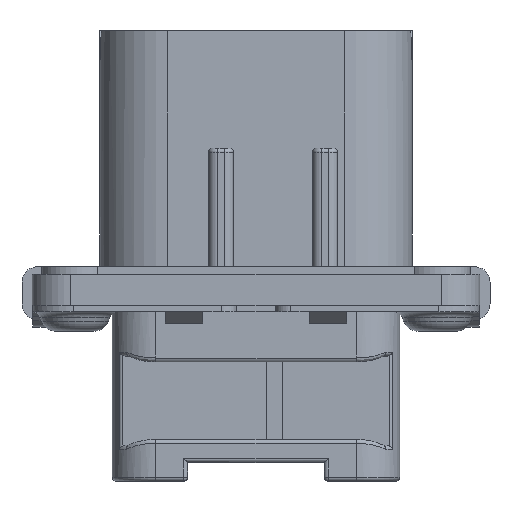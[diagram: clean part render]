
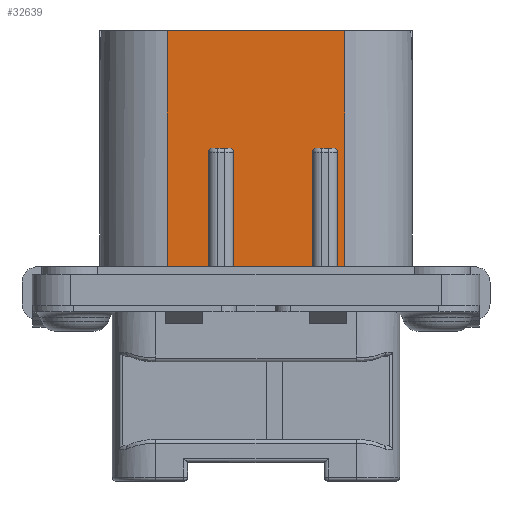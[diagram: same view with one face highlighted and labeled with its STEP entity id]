
A CAD part, front view. The second image highlights one B-rep face of the part: STEP entity #32639.
In plain terms, the highlighted planar face has unit normal (0, -1, 0).
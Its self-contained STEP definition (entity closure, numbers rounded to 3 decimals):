
#1253=DIRECTION('',(1.,0.,0.));
#1254=VECTOR('',#1253,0.45);
#1255=CARTESIAN_POINT('',(5.25,-9.,2.));
#1256=LINE('',#1255,#1254);
#1347=CARTESIAN_POINT('',(-1.69,-9.,9.87));
#1348=DIRECTION('',(0.,1.,0.));
#1349=DIRECTION('',(0.,0.,1.));
#1350=AXIS2_PLACEMENT_3D('',#1347,#1348,#1349);
#1360=DIRECTION('',(0.,0.,1.));
#1361=VECTOR('',#1360,7.87);
#1362=CARTESIAN_POINT('',(-1.44,-9.,2.));
#1363=LINE('',#1362,#1361);
#1364=DIRECTION('',(1.,0.,0.));
#1365=VECTOR('',#1364,1.1);
#1366=CARTESIAN_POINT('',(-2.79,-9.,10.12));
#1367=LINE('',#1366,#1365);
#1368=DIRECTION('',(0.,0.,1.));
#1369=VECTOR('',#1368,7.87);
#1370=CARTESIAN_POINT('',(-3.04,-9.,2.));
#1371=LINE('',#1370,#1369);
#1372=DIRECTION('',(0.,0.,-1.));
#1373=VECTOR('',#1372,15.67);
#1374=CARTESIAN_POINT('',(-5.7,-9.,17.67));
#1375=LINE('',#1374,#1373);
#1376=DIRECTION('',(0.,0.,-1.));
#1377=VECTOR('',#1376,15.67);
#1378=CARTESIAN_POINT('',(5.7,-9.,17.67));
#1379=LINE('',#1378,#1377);
#1380=DIRECTION('',(0.,0.,1.));
#1381=VECTOR('',#1380,7.87);
#1382=CARTESIAN_POINT('',(5.25,-9.,2.));
#1383=LINE('',#1382,#1381);
#1384=DIRECTION('',(1.,0.,0.));
#1385=VECTOR('',#1384,1.1);
#1386=CARTESIAN_POINT('',(3.9,-9.,10.12));
#1387=LINE('',#1386,#1385);
#1388=DIRECTION('',(0.,0.,1.));
#1389=VECTOR('',#1388,7.87);
#1390=CARTESIAN_POINT('',(3.65,-9.,2.));
#1391=LINE('',#1390,#1389);
#1392=CARTESIAN_POINT('',(-2.79,-9.,9.87));
#1393=DIRECTION('',(0.,1.,0.));
#1394=DIRECTION('',(-1.,0.,0.));
#1395=AXIS2_PLACEMENT_3D('',#1392,#1393,#1394);
#1428=DIRECTION('',(1.,0.,0.));
#1429=VECTOR('',#1428,2.66);
#1430=CARTESIAN_POINT('',(-5.7,-9.,2.));
#1431=LINE('',#1430,#1429);
#2895=DIRECTION('',(1.,0.,0.));
#2896=VECTOR('',#2895,11.4);
#2897=CARTESIAN_POINT('',(-5.7,-9.,17.67));
#2898=LINE('',#2897,#2896);
#25029=CARTESIAN_POINT('',(5.,-9.,9.87));
#25030=DIRECTION('',(0.,1.,0.));
#25031=DIRECTION('',(0.,0.,1.));
#25032=AXIS2_PLACEMENT_3D('',#25029,#25030,#25031);
#25089=DIRECTION('',(1.,0.,0.));
#25090=VECTOR('',#25089,5.09);
#25091=CARTESIAN_POINT('',(-1.44,-9.,2.));
#25092=LINE('',#25091,#25090);
#25120=CARTESIAN_POINT('',(3.9,-9.,9.87));
#25121=DIRECTION('',(0.,1.,0.));
#25122=DIRECTION('',(-1.,0.,0.));
#25123=AXIS2_PLACEMENT_3D('',#25120,#25121,#25122);
#25319=CARTESIAN_POINT('',(-5.7,-9.,17.67));
#25320=CARTESIAN_POINT('',(-5.7,-9.,2.));
#25321=VERTEX_POINT('',#25319);
#25322=VERTEX_POINT('',#25320);
#25323=CARTESIAN_POINT('',(5.7,-9.,17.67));
#25324=CARTESIAN_POINT('',(5.7,-9.,2.));
#25325=VERTEX_POINT('',#25323);
#25326=VERTEX_POINT('',#25324);
#27252=CARTESIAN_POINT('',(-3.04,-9.,2.));
#27253=VERTEX_POINT('',#27252);
#27254=CARTESIAN_POINT('',(-1.44,-9.,2.));
#27255=CARTESIAN_POINT('',(3.65,-9.,2.));
#27256=VERTEX_POINT('',#27254);
#27257=VERTEX_POINT('',#27255);
#27258=CARTESIAN_POINT('',(5.25,-9.,2.));
#27259=VERTEX_POINT('',#27258);
#27341=CARTESIAN_POINT('',(-1.44,-9.,9.87));
#27343=VERTEX_POINT('',#27341);
#27345=CARTESIAN_POINT('',(-1.69,-9.,10.12));
#27347=VERTEX_POINT('',#27345);
#27360=CARTESIAN_POINT('',(-2.79,-9.,10.12));
#27361=VERTEX_POINT('',#27360);
#27362=CARTESIAN_POINT('',(-3.04,-9.,9.87));
#27363=VERTEX_POINT('',#27362);
#27365=CARTESIAN_POINT('',(5.25,-9.,9.87));
#27367=VERTEX_POINT('',#27365);
#27369=CARTESIAN_POINT('',(5.,-9.,10.12));
#27371=VERTEX_POINT('',#27369);
#27384=CARTESIAN_POINT('',(3.9,-9.,10.12));
#27385=VERTEX_POINT('',#27384);
#27386=CARTESIAN_POINT('',(3.65,-9.,9.87));
#27387=VERTEX_POINT('',#27386);
#32604=CARTESIAN_POINT('',(-10.05,-9.,2.));
#32605=DIRECTION('',(0.,-1.,0.));
#32606=DIRECTION('',(1.,0.,0.));
#32607=AXIS2_PLACEMENT_3D('',#32604,#32605,#32606);
#32608=PLANE('',#32607);
#32609=ORIENTED_EDGE('',*,*,#32595,.T.);
#32610=ORIENTED_EDGE('',*,*,#32584,.F.);
#32611=ORIENTED_EDGE('',*,*,#32569,.F.);
#32613=ORIENTED_EDGE('',*,*,#32612,.F.);
#32615=ORIENTED_EDGE('',*,*,#32614,.F.);
#32617=ORIENTED_EDGE('',*,*,#32616,.F.);
#32619=ORIENTED_EDGE('',*,*,#32618,.F.);
#32621=ORIENTED_EDGE('',*,*,#32620,.T.);
#32623=ORIENTED_EDGE('',*,*,#32622,.T.);
#32624=ORIENTED_EDGE('',*,*,#32486,.F.);
#32626=ORIENTED_EDGE('',*,*,#32625,.T.);
#32628=ORIENTED_EDGE('',*,*,#32627,.F.);
#32630=ORIENTED_EDGE('',*,*,#32629,.F.);
#32632=ORIENTED_EDGE('',*,*,#32631,.F.);
#32634=ORIENTED_EDGE('',*,*,#32633,.F.);
#32636=ORIENTED_EDGE('',*,*,#32635,.F.);
#32637=EDGE_LOOP('',(#32609,#32610,#32611,#32613,#32615,#32617,#32619,#32621,
#32623,#32624,#32626,#32628,#32630,#32632,#32634,#32636));
#32638=FACE_OUTER_BOUND('',#32637,.F.);
#32639=ADVANCED_FACE('',(#32638),#32608,.T.);
#1351=CIRCLE('',#1350,0.25);
#1396=CIRCLE('',#1395,0.25);
#25033=CIRCLE('',#25032,0.25);
#25124=CIRCLE('',#25123,0.25);
#32486=EDGE_CURVE('',#27259,#25326,#1256,.T.);
#32569=EDGE_CURVE('',#27361,#27347,#1367,.T.);
#32584=EDGE_CURVE('',#27347,#27343,#1351,.T.);
#32595=EDGE_CURVE('',#27256,#27343,#1363,.T.);
#32612=EDGE_CURVE('',#27363,#27361,#1396,.T.);
#32614=EDGE_CURVE('',#27253,#27363,#1371,.T.);
#32616=EDGE_CURVE('',#25322,#27253,#1431,.T.);
#32618=EDGE_CURVE('',#25321,#25322,#1375,.T.);
#32620=EDGE_CURVE('',#25321,#25325,#2898,.T.);
#32622=EDGE_CURVE('',#25325,#25326,#1379,.T.);
#32625=EDGE_CURVE('',#27259,#27367,#1383,.T.);
#32627=EDGE_CURVE('',#27371,#27367,#25033,.T.);
#32629=EDGE_CURVE('',#27385,#27371,#1387,.T.);
#32631=EDGE_CURVE('',#27387,#27385,#25124,.T.);
#32633=EDGE_CURVE('',#27257,#27387,#1391,.T.);
#32635=EDGE_CURVE('',#27256,#27257,#25092,.T.);
